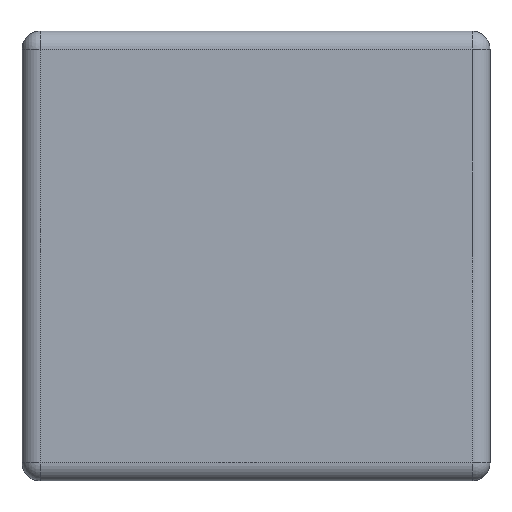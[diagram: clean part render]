
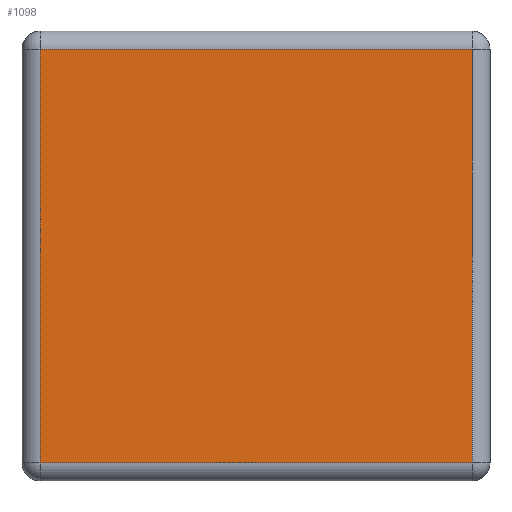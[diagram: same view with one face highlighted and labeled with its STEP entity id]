
A CAD part, left-side view. The second image highlights one B-rep face of the part: STEP entity #1098.
In plain terms, the highlighted planar face has unit normal (-1, 0, 0).
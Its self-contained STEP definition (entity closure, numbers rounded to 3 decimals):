
#25 = ORIENTED_EDGE ( 'NONE', *, *, #868, .T. ) ;
#31 = VERTEX_POINT ( 'NONE', #923 ) ;
#53 = CARTESIAN_POINT ( 'NONE',  ( -1., 1.3, -0.575 ) ) ;
#63 = LINE ( 'NONE', #53, #254 ) ;
#75 = CARTESIAN_POINT ( 'NONE',  ( -1., 0.05, 0.575 ) ) ;
#114 = ORIENTED_EDGE ( 'NONE', *, *, #957, .T. ) ;
#155 = CARTESIAN_POINT ( 'NONE',  ( -1., 1.3, 0.575 ) ) ;
#167 = DIRECTION ( 'NONE',  ( 0., 1., 0. ) ) ;
#179 = VERTEX_POINT ( 'NONE', #744 ) ;
#204 = EDGE_CURVE ( 'NONE', #1023, #179, #510, .T. ) ;
#253 = VECTOR ( 'NONE', #550, 1000. ) ;
#254 = VECTOR ( 'NONE', #560, 1000. ) ;
#308 = PLANE ( 'NONE',  #790 ) ;
#316 = DIRECTION ( 'NONE',  ( 0., 0., -1. ) ) ;
#410 = EDGE_CURVE ( 'NONE', #1243, #31, #63, .T. ) ;
#448 = LINE ( 'NONE', #930, #1146 ) ;
#450 = CARTESIAN_POINT ( 'NONE',  ( -1., 1.25, -0.625 ) ) ;
#510 = LINE ( 'NONE', #155, #1264 ) ;
#527 = CARTESIAN_POINT ( 'NONE',  ( -1., 1.25, -0.575 ) ) ;
#550 = DIRECTION ( 'NONE',  ( 0., 0., -1. ) ) ;
#560 = DIRECTION ( 'NONE',  ( 0., -1., 0. ) ) ;
#744 = CARTESIAN_POINT ( 'NONE',  ( -1., 1.25, 0.575 ) ) ;
#790 = AXIS2_PLACEMENT_3D ( 'NONE', #1001, #907, #316 ) ;
#805 = ORIENTED_EDGE ( 'NONE', *, *, #410, .T. ) ;
#847 = DIRECTION ( 'NONE',  ( 0., 0., 1. ) ) ;
#861 = FACE_OUTER_BOUND ( 'NONE', #941, .T. ) ;
#868 = EDGE_CURVE ( 'NONE', #179, #1243, #1272, .T. ) ;
#907 = DIRECTION ( 'NONE',  ( 1., 0., 0. ) ) ;
#923 = CARTESIAN_POINT ( 'NONE',  ( -1., 0.05, -0.575 ) ) ;
#930 = CARTESIAN_POINT ( 'NONE',  ( -1., 0.05, -0.625 ) ) ;
#941 = EDGE_LOOP ( 'NONE', ( #25, #805, #114, #1031 ) ) ;
#957 = EDGE_CURVE ( 'NONE', #31, #1023, #448, .T. ) ;
#1001 = CARTESIAN_POINT ( 'NONE',  ( -1., 1.3, -0.625 ) ) ;
#1023 = VERTEX_POINT ( 'NONE', #75 ) ;
#1031 = ORIENTED_EDGE ( 'NONE', *, *, #204, .T. ) ;
#1098 = ADVANCED_FACE ( 'NONE', ( #861 ), #308, .F. ) ;
#1146 = VECTOR ( 'NONE', #847, 1000. ) ;
#1243 = VERTEX_POINT ( 'NONE', #527 ) ;
#1264 = VECTOR ( 'NONE', #167, 1000. ) ;
#1272 = LINE ( 'NONE', #450, #253 ) ;
